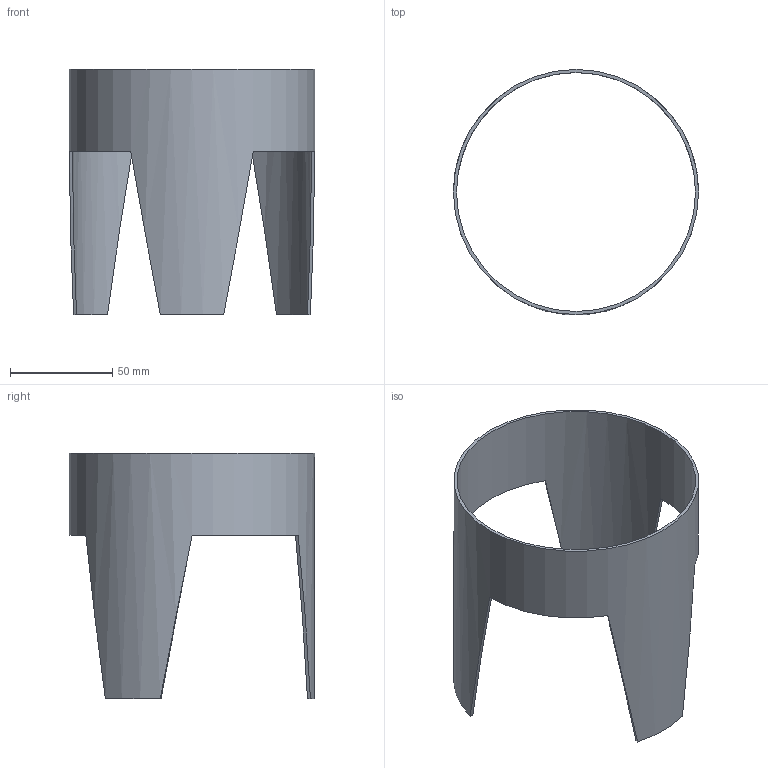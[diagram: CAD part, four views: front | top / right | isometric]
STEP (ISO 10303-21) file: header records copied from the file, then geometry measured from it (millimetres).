
FILE_DESCRIPTION(/* description */ (''),/* implementation_level */ '2;1');
FILE_NAME(/* name */ 'Funnel_Legs_80c.stp',/* time_stamp */ '2020-03-09T17:48:18+02:00',/* author */ (''),/* organization */ (''),/* preprocessor_version */ 'ST-DEVELOPER v11',/* originating_system */ 'SIEMENS PLM Software NX 7.5',/* authorisation */ '');
FILE_SCHEMA (('CONFIG_CONTROL_DESIGN'));
Length unit declared in the file: millimetre
Products named in the file (1): ayal7283xm0i
Bounding box: 120 x 120 x 120 mm (x, y, z)
Volume: 39077.5 mm3; surface area: 53814.2 mm2
Topology: 1 solids, 1 shells, 15 faces, 40 edges, 26 vertices
Faces by surface type: plane 7, bspline 6, cylinder 2
Full cylindrical faces by diameter (mm): 117 x1, 120 x1
Entity records: 558 total; most frequent: CARTESIAN_POINT 140, ORIENTED_EDGE 76, DIRECTION 54, EDGE_CURVE 38, VERTEX_POINT 26, AXIS2_PLACEMENT_3D 24, B_SPLINE_CURVE_WITH_KNOTS 18, EDGE_LOOP 18
